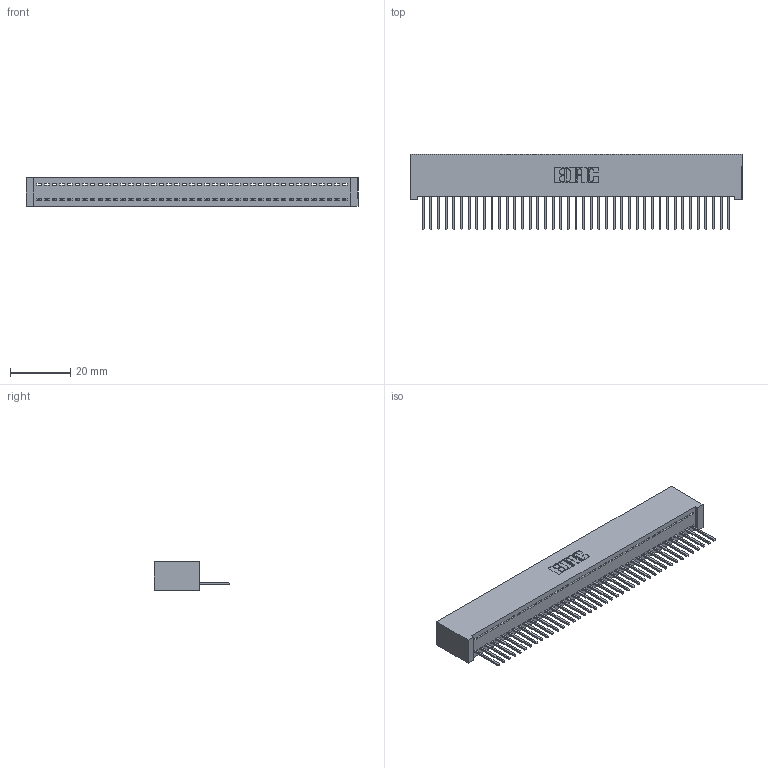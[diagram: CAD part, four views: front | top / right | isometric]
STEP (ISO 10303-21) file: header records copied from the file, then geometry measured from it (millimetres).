
FILE_DESCRIPTION (( 'STEP AP203' ), '1' );
FILE_NAME ('392-041-523-101.STEP', '2018-08-16T12:47:13', ( '' ), ( '' ), 'SwSTEP 2.0', 'SolidWorks 2016', '' );
FILE_SCHEMA (( 'CONFIG_CONTROL_DESIGN' ));
Length unit declared in the file: inch
Products named in the file (3): 345-292-001_345-293-123; 392-041-523-101; 342 Part_Lugless
Assembly tree (42 placements, depth 2):
  392-041-523-101
    342 Part_Lugless
    345-292-001_345-293-123  x41
Bounding box: 110.39 x 25.15 x 9.4 mm (x, y, z)
Volume: 10068.3 mm3; surface area: 15128.5 mm2
Topology: 42 solids, 42 shells, 2480 faces, 7491 edges, 4938 vertices
Faces by surface type: plane 1784, cylinder 696
Entity records: 24803 total; most frequent: CARTESIAN_POINT 4285, ORIENTED_EDGE 4262, DIRECTION 3609, EDGE_CURVE 2131, LINE 2011, VECTOR 2011, VERTEX_POINT 1418, AXIS2_PLACEMENT_3D 799
